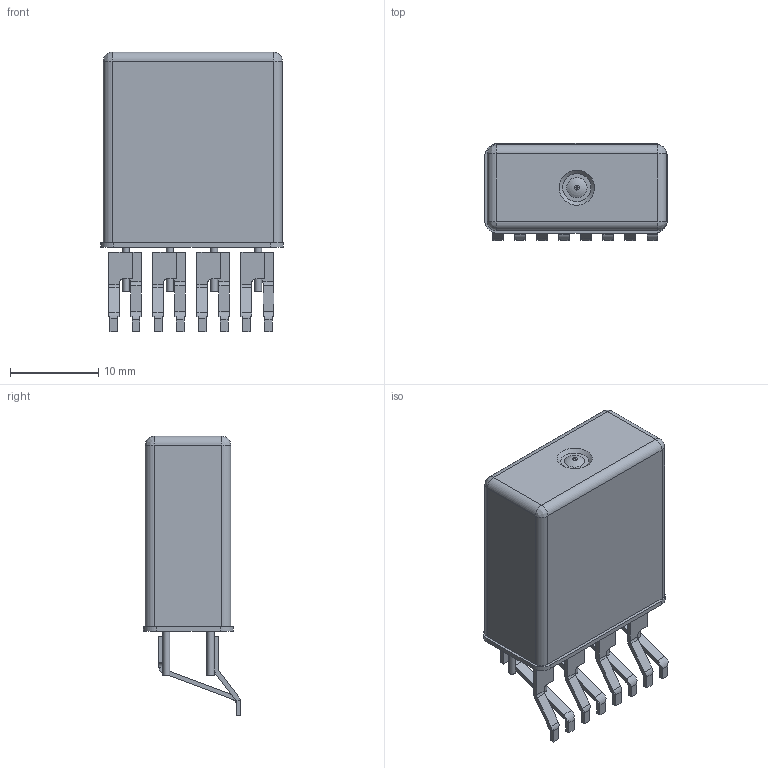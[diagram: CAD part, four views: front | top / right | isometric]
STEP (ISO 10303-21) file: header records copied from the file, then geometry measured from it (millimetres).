
FILE_DESCRIPTION (( 'STEP AP203' ), '1' );
FILE_NAME ('ÐÝÑ48-1 08,09 ìîäåëü.STEP', '2019-11-29T01:18:30', ( '' ), ( '' ), 'SwSTEP 2.0', 'SolidWorks 2017', '' );
FILE_SCHEMA (( 'CONFIG_CONTROL_DESIGN' ));
Length unit declared in the file: millimetre
Products named in the file (26): ﾟﾋ7.755.055 ﾂ鏆鮏-oa2_3; ÐÑ3.259.320 ÑÁ Ýëåêòðîìàãíèò-oa16_3; ﾟﾋ7.755.055 ﾂ鏆鮏-oa5_3; ÐÀ7,890.004 Èçîëÿòîð-oa14_3; 葂6.615.058捘 絊膰錪_3; ÐÀ7,890.004 Èçîëÿòîð-oa13_3; ﾀ; ﾟﾋ7.755.055 ﾂ鏆鮏-oa6_3; 釔8.071.000 昢膼瘔膻嬅3; 釔6.609.001 捘 絊膰錪-oa15_3; ÐÀ7,890.004 Èçîëÿòîð-oa10_3; ﾟﾋ7.755.055 ﾂ鏆鮏-oa7_3; 瀔鴄鍣_1; 葂 8.030.026 扻豵鵨; ÐÀ7,890.004 Èçîëÿòîð-oa8_3; ﾟﾋ7.755.055 ﾂ鏆鮏-oa4_3; ÐÝÑ48-1 08,09 ìîäåëü; ÐÀ7,890.004 Èçîëÿòîð-oa12_3; ﾟﾋ7.755.055 ﾂ鏆鮏-oa3_3; ÐÀ7,890.004 Èçîëÿòîð-oa9_3; ÐÀ7,890.004 Èçîëÿòîð-oa11_3; êîíòàêò áîëüøîé ïðÿì çåðêàëüíûé; êîíòàêò ìàë ïðÿìîé çåðêàëüíûé; ÐÀ7,890.004 Èçîëÿòîð_3; 葂7.755.055 雞碭踆3; ﾟﾋ7.755.055 ﾂ鏆鮏-oa1_3
Assembly tree (31 placements, depth 6):
  ÐÝÑ48-1 08,09 ìîäåëü
    êîíòàêò ìàë ïðÿìîé çåðêàëüíûé  x4
    êîíòàêò áîëüøîé ïðÿì çåðêàëüíûé  x4
    ﾀ
      瀔鴄鍣_1
      ÐÑ3.259.320 ÑÁ Ýëåêòðîìàãíèò-oa16_3
        釔6.609.001 捘 絊膰錪-oa15_3
          葂6.615.058捘 絊膰錪_3
            釔8.071.000 昢膼瘔膻嬅3
            葂7.755.055 雞碭踆3
            ﾟﾋ7.755.055 ﾂ鏆鮏-oa1_3
            ﾟﾋ7.755.055 ﾂ鏆鮏-oa2_3
            ﾟﾋ7.755.055 ﾂ鏆鮏-oa3_3
            ﾟﾋ7.755.055 ﾂ鏆鮏-oa4_3
            ﾟﾋ7.755.055 ﾂ鏆鮏-oa5_3
            ﾟﾋ7.755.055 ﾂ鏆鮏-oa6_3
            ﾟﾋ7.755.055 ﾂ鏆鮏-oa7_3
            ÐÀ7,890.004 Èçîëÿòîð_3
            ÐÀ7,890.004 Èçîëÿòîð-oa8_3
            ÐÀ7,890.004 Èçîëÿòîð-oa9_3
            ÐÀ7,890.004 Èçîëÿòîð-oa10_3
            ÐÀ7,890.004 Èçîëÿòîð-oa11_3
            ÐÀ7,890.004 Èçîëÿòîð-oa12_3
            ÐÀ7,890.004 Èçîëÿòîð-oa13_3
            ÐÀ7,890.004 Èçîëÿòîð-oa14_3
      葂 8.030.026 扻豵鵨
Bounding box: 20.7 x 11 x 31.7 mm (x, y, z)
Volume: 982.5 mm3; surface area: 4293.5 mm2
Topology: 27 solids, 27 shells, 320 faces, 774 edges, 503 vertices
Faces by surface type: plane 201, cylinder 108, bspline 8, cone 2, torus 1
Full cylindrical faces by diameter (mm): 0.8 x8, 0.95 x8, 2.3 x1, 2.302 x1, 2.64 x8, 2.7 x8, 3.2 x1, 3.6 x1
Entity records: 8268 total; most frequent: CARTESIAN_POINT 1008, DIRECTION 992, ORIENTED_EDGE 760, AXIS2_PLACEMENT_3D 390, EDGE_CURVE 380, VERTEX_POINT 270, EDGE_LOOP 270, PERSON_AND_ORGANIZATION 239
